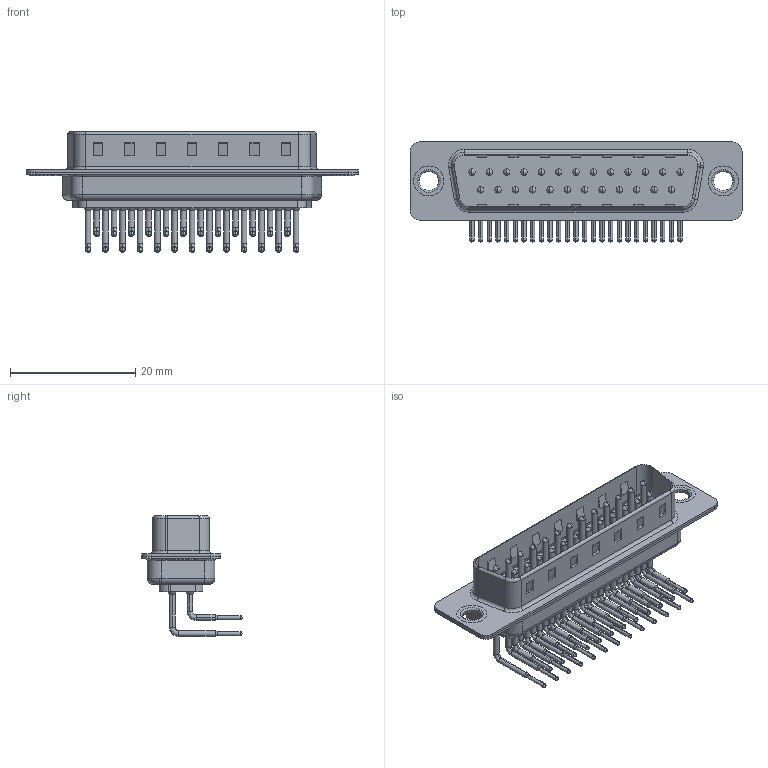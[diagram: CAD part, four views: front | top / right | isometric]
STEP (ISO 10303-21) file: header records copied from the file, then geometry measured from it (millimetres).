
FILE_DESCRIPTION (( 'STEP AP203' ), '1' );
FILE_NAME ('629-M25-640-LN1.STEP', '2018-09-25T20:44:24', ( '' ), ( '' ), 'SwSTEP 2.0', 'SolidWorks 2016', '' );
FILE_SCHEMA (( 'CONFIG_CONTROL_DESIGN' ));
Length unit declared in the file: millimetre
Products named in the file (7): 629M Shell Front_25 Contacts; 629M Shell Rear_25 Contacts; 629M Contact Row 1; 629M Contact Row 2; 629M Thru Hole Rivet; 629-M25-640-LN1; 629M Housing_25 Contacts
Assembly tree (30 placements, depth 2):
  629-M25-640-LN1
    629M Housing_25 Contacts
    629M Shell Front_25 Contacts
    629M Shell Rear_25 Contacts
    629M Contact Row 1  x13
    629M Contact Row 2  x12
    629M Thru Hole Rivet  x2
Bounding box: 53.05 x 16 x 19.29 mm (x, y, z)
Volume: 2832.3 mm3; surface area: 7609.6 mm2
Topology: 30 solids, 30 shells, 3100 faces, 8651 edges, 5622 vertices
Faces by surface type: plane 1771, cylinder 1021, bspline 150, cone 100, torus 58
Entity records: 24077 total; most frequent: DIRECTION 4101, CARTESIAN_POINT 4078, ORIENTED_EDGE 3726, EDGE_CURVE 1863, AXIS2_PLACEMENT_3D 1498, VERTEX_POINT 1204, LINE 1105, VECTOR 1105
